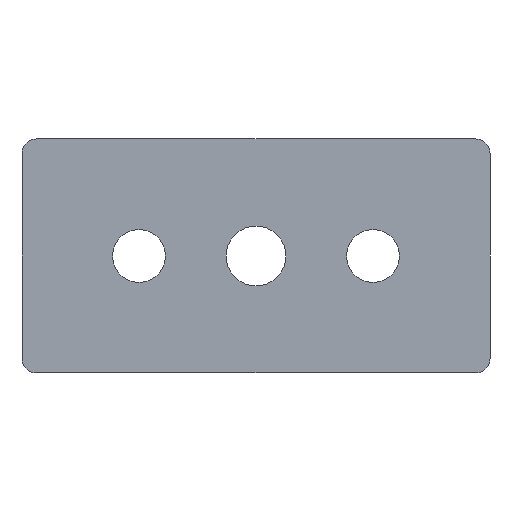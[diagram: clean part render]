
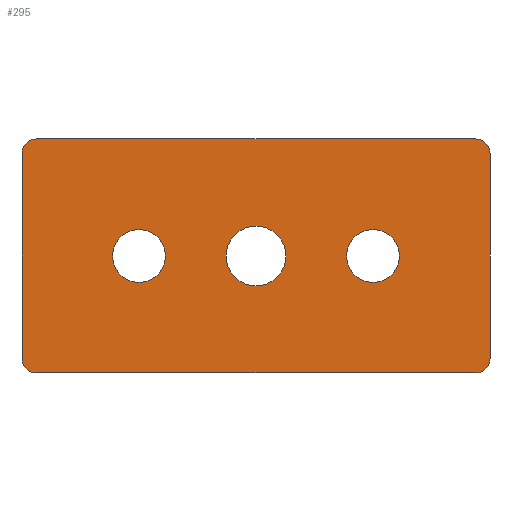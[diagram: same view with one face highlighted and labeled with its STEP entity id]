
A CAD part, front view. The second image highlights one B-rep face of the part: STEP entity #295.
In plain terms, the highlighted planar face has unit normal (0, -1, 0).
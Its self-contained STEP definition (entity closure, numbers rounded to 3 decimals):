
#18=FACE_BOUND('',#62,.T.);
#19=FACE_BOUND('',#63,.T.);
#20=FACE_BOUND('',#64,.T.);
#28=PLANE('',#346);
#41=FACE_OUTER_BOUND('',#61,.T.);
#61=EDGE_LOOP('',(#245,#246,#247,#248,#249,#250,#251,#252));
#62=EDGE_LOOP('',(#253));
#63=EDGE_LOOP('',(#254));
#64=EDGE_LOOP('',(#255));
#80=LINE('',#488,#101);
#82=LINE('',#493,#103);
#86=LINE('',#502,#107);
#90=LINE('',#511,#111);
#101=VECTOR('',#398,1000.);
#103=VECTOR('',#402,1000.);
#107=VECTOR('',#408,1000.);
#111=VECTOR('',#414,1000.);
#115=CIRCLE('',#323,5.1);
#119=CIRCLE('',#329,4.5);
#123=CIRCLE('',#335,4.5);
#129=CIRCLE('',#347,2.5);
#130=CIRCLE('',#348,2.5);
#131=CIRCLE('',#349,2.5);
#132=CIRCLE('',#350,2.5);
#133=VERTEX_POINT('',#452);
#137=VERTEX_POINT('',#464);
#141=VERTEX_POINT('',#476);
#145=VERTEX_POINT('',#485);
#146=VERTEX_POINT('',#487);
#147=VERTEX_POINT('',#491);
#148=VERTEX_POINT('',#492);
#151=VERTEX_POINT('',#500);
#152=VERTEX_POINT('',#501);
#155=VERTEX_POINT('',#509);
#156=VERTEX_POINT('',#510);
#159=EDGE_CURVE('',#133,#133,#115,.T.);
#165=EDGE_CURVE('',#137,#137,#119,.T.);
#171=EDGE_CURVE('',#141,#141,#123,.T.);
#176=EDGE_CURVE('',#145,#146,#80,.T.);
#178=EDGE_CURVE('',#147,#148,#82,.T.);
#182=EDGE_CURVE('',#151,#152,#86,.T.);
#186=EDGE_CURVE('',#155,#156,#90,.T.);
#194=EDGE_CURVE('',#145,#156,#129,.T.);
#195=EDGE_CURVE('',#155,#152,#130,.T.);
#196=EDGE_CURVE('',#151,#148,#131,.T.);
#197=EDGE_CURVE('',#147,#146,#132,.T.);
#245=ORIENTED_EDGE('',*,*,#176,.F.);
#246=ORIENTED_EDGE('',*,*,#194,.T.);
#247=ORIENTED_EDGE('',*,*,#186,.F.);
#248=ORIENTED_EDGE('',*,*,#195,.T.);
#249=ORIENTED_EDGE('',*,*,#182,.F.);
#250=ORIENTED_EDGE('',*,*,#196,.T.);
#251=ORIENTED_EDGE('',*,*,#178,.F.);
#252=ORIENTED_EDGE('',*,*,#197,.T.);
#253=ORIENTED_EDGE('',*,*,#159,.T.);
#254=ORIENTED_EDGE('',*,*,#165,.F.);
#255=ORIENTED_EDGE('',*,*,#171,.F.);
#295=ADVANCED_FACE('',(#41,#18,#19,#20),#28,.T.);
#323=AXIS2_PLACEMENT_3D('',#453,#361,#362);
#329=AXIS2_PLACEMENT_3D('',#465,#375,#376);
#335=AXIS2_PLACEMENT_3D('',#477,#389,#390);
#346=AXIS2_PLACEMENT_3D('',#522,#428,#429);
#347=AXIS2_PLACEMENT_3D('',#523,#430,#431);
#348=AXIS2_PLACEMENT_3D('',#524,#432,#433);
#349=AXIS2_PLACEMENT_3D('',#525,#434,#435);
#350=AXIS2_PLACEMENT_3D('',#526,#436,#437);
#361=DIRECTION('center_axis',(0.,1.,0.));
#362=DIRECTION('ref_axis',(0.,0.,1.));
#375=DIRECTION('center_axis',(0.,-1.,0.));
#376=DIRECTION('ref_axis',(0.,0.,-1.));
#389=DIRECTION('center_axis',(0.,-1.,0.));
#390=DIRECTION('ref_axis',(0.,0.,-1.));
#398=DIRECTION('',(0.,0.,1.));
#402=DIRECTION('',(1.,0.,0.));
#408=DIRECTION('',(0.,0.,-1.));
#414=DIRECTION('',(-1.,0.,0.));
#428=DIRECTION('center_axis',(0.,-1.,0.));
#429=DIRECTION('ref_axis',(0.,0.,-1.));
#430=DIRECTION('center_axis',(0.,-1.,0.));
#431=DIRECTION('ref_axis',(0.,0.,-1.));
#432=DIRECTION('center_axis',(0.,-1.,0.));
#433=DIRECTION('ref_axis',(0.,0.,-1.));
#434=DIRECTION('center_axis',(0.,-1.,0.));
#435=DIRECTION('ref_axis',(0.,0.,-1.));
#436=DIRECTION('center_axis',(0.,-1.,0.));
#437=DIRECTION('ref_axis',(0.,0.,-1.));
#452=CARTESIAN_POINT('',(0.,0.,-5.1));
#453=CARTESIAN_POINT('Origin',(0.,0.,0.));
#464=CARTESIAN_POINT('',(-20.,0.,-4.5));
#465=CARTESIAN_POINT('Origin',(-20.,0.,0.));
#476=CARTESIAN_POINT('',(20.,0.,-4.5));
#477=CARTESIAN_POINT('Origin',(20.,0.,0.));
#485=CARTESIAN_POINT('',(-40.,0.,-17.5));
#487=CARTESIAN_POINT('',(-40.,0.,17.5));
#488=CARTESIAN_POINT('',(-40.,0.,20.));
#491=CARTESIAN_POINT('',(-37.5,0.,20.));
#492=CARTESIAN_POINT('',(37.5,0.,20.));
#493=CARTESIAN_POINT('',(-40.,0.,20.));
#500=CARTESIAN_POINT('',(40.,0.,17.5));
#501=CARTESIAN_POINT('',(40.,0.,-17.5));
#502=CARTESIAN_POINT('',(40.,0.,20.));
#509=CARTESIAN_POINT('',(37.5,0.,-20.));
#510=CARTESIAN_POINT('',(-37.5,0.,-20.));
#511=CARTESIAN_POINT('',(-40.,0.,-20.));
#522=CARTESIAN_POINT('Origin',(-40.,0.,-20.));
#523=CARTESIAN_POINT('Origin',(-37.5,0.,-17.5));
#524=CARTESIAN_POINT('Origin',(37.5,0.,-17.5));
#525=CARTESIAN_POINT('Origin',(37.5,0.,17.5));
#526=CARTESIAN_POINT('Origin',(-37.5,0.,17.5));
